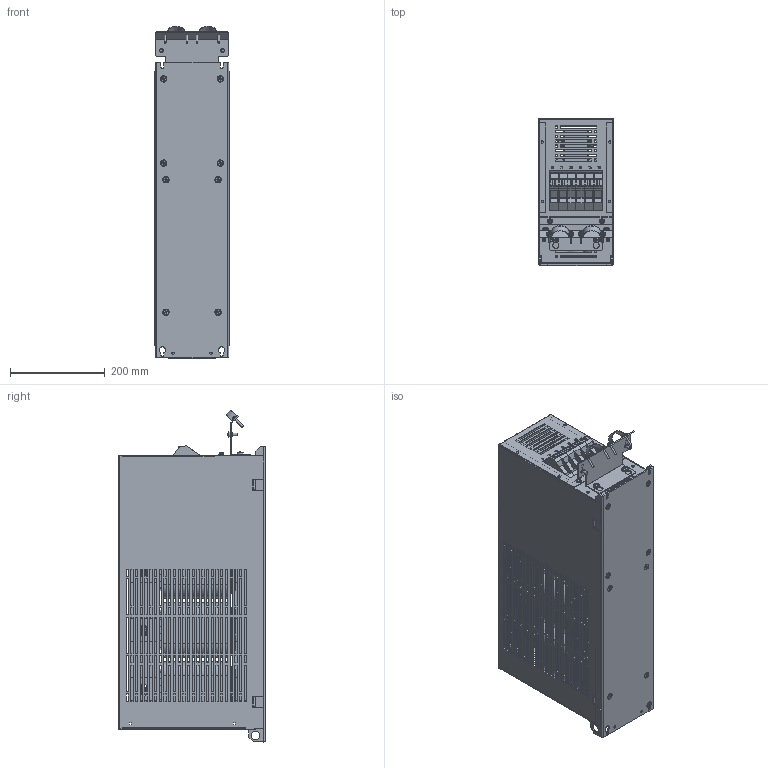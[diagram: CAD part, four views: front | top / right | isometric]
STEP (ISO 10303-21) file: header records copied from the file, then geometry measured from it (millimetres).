
FILE_DESCRIPTION (( 'STEP AP214' ), '1' );
FILE_NAME ('130B4115.STEP', '2015-02-12T10:58:29', ( 'EDV' ), ( 'Microsoft' ), 'SwSTEP 2.0', 'SolidWorks 2014', '' );
FILE_SCHEMA (( 'AUTOMOTIVE_DESIGN' ));
Length unit declared in the file: millimetre
Products named in the file (29): pan head cross recess screw_din_ISO 7045 - M5 x 10 - Z --- 10N; pan head cross recess screw_din_ISO 7045 - M6 x 16 - Z --- 16N; plain washer grade a_din_Washer DIN 125 - A 6.4; UI150-52oD; Kern f黵 B 1002051; hex nut style 1 gradeab_din_Hexagon Nut ISO 4032 - M8 - D - N; Wickel 3UI 150_52; +1126-0005; +1095-0157; +3810-0127; WDU 50N beige +2210-0081; #060-0435_100604_Version WDU; hex nut style 2 gradeab_din_Hexagon Nut ISO 4033 - M5 - D - N; #050-0973_100604_Version WDU; curved spring lock washer_din_Spring washer DIN 128 - A5; #040-1290_Gewindet》e M6; plain washer grade a_din_Washer DIN 125 - A 5.3; #040-1291_Gewindet》e M6 und M8; #050-0918; Countersunk Flat Head Cross Recess Screw_DIN_ISO 7046-1 - M6 x 10 - Z --- 10S; #020-1865_100604_Version WDU; Slotted Cheese Head Screw_DIN_ISO 1207 - M8 x 70 --- 38N; TS35x110; pan head cross collar screw_din_DIN 967 - M4 x 25 - Z --- 23.6N; #144-0207; Plain Washer Grade A_DIN_Washer DIN 125 - A 8.4; 130B4115; plain washer grade a_din_Washer DIN 125 - B 10.5; plain washer grade a_din_Washer DIN 125 - B 5.3
Assembly tree (97 placements, depth 2):
  130B4115
    #144-0207  x6
    TS35x110
    #020-1865_100604_Version WDU  x2
    #050-0918
    #040-1291_Gewindet》e M6 und M8
    #040-1290_Gewindet》e M6
    #050-0973_100604_Version WDU
    #060-0435_100604_Version WDU
    +3810-0127  x3
    +1126-0005  x9
    hex nut style 1 gradeab_din_Hexagon Nut ISO 4032 - M8 - D - N  x3
    plain washer grade a_din_Washer DIN 125 - A 6.4  x4
    pan head cross recess screw_din_ISO 7045 - M6 x 16 - Z --- 16N  x4
    pan head cross recess screw_din_ISO 7045 - M5 x 10 - Z --- 10N  x4
    plain washer grade a_din_Washer DIN 125 - B 5.3  x2
    plain washer grade a_din_Washer DIN 125 - B 10.5  x6
    Plain Washer Grade A_DIN_Washer DIN 125 - A 8.4  x9
    pan head cross collar screw_din_DIN 967 - M4 x 25 - Z --- 23.6N  x4
    Slotted Cheese Head Screw_DIN_ISO 1207 - M8 x 70 --- 38N  x6
    Countersunk Flat Head Cross Recess Screw_DIN_ISO 7046-1 - M6 x 10 - Z --- 10S  x8
    plain washer grade a_din_Washer DIN 125 - A 5.3  x2
    curved spring lock washer_din_Spring washer DIN 128 - A5  x2
    hex nut style 2 gradeab_din_Hexagon Nut ISO 4033 - M5 - D - N  x2
    WDU 50N beige +2210-0081  x6
    +1095-0157  x2
    Wickel 3UI 150_52  x3
    Kern f黵 B 1002051
    UI150-52oD  x3
Bounding box: 158 x 310 x 701.8 mm (x, y, z)
Volume: 10920450.2 mm3; surface area: 3701891.7 mm2
Topology: 99 solids, 99 shells, 9357 faces, 25485 edges, 16120 vertices
Faces by surface type: plane 7644, cylinder 1268, cone 295, torus 74, bspline 64, sphere 12
Full cylindrical faces by diameter (mm): 3.7 x4, 4 x28, 4.2 x2, 4.6 x8, 5 x26, 5.3 x4, 5.5 x22, 6 x54, 6.4 x4, 6.8 x6, 6.95 x4, 7 x4, 7.15 x4, 7.5 x4, 8 x19, 8.2 x9, 8.4 x9, 8.5 x8, 9.5 x4, 9.9 x9, 10 x8, 10.5 x9, 11 x3, 11.3 x8, 12 x11, 13 x3, 14 x9, 15 x6, 16 x9, 18.5 x2
Entity records: 127584 total; most frequent: CARTESIAN_POINT 24116, ORIENTED_EDGE 21322, DIRECTION 19802, EDGE_CURVE 10661, VECTOR 9250, LINE 9250, VERTEX_POINT 6818, AXIS2_PLACEMENT_3D 5276
